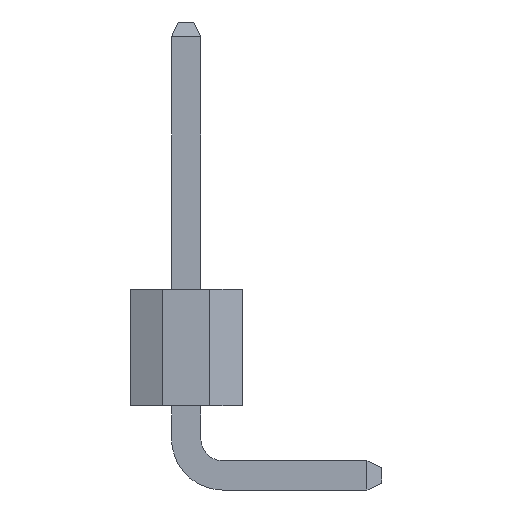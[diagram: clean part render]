
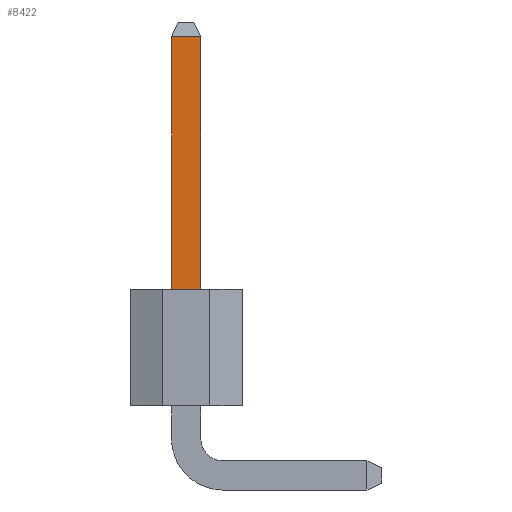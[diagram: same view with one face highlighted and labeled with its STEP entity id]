
A CAD part, left-side view. The second image highlights one B-rep face of the part: STEP entity #8422.
In plain terms, the highlighted planar face has unit normal (-1, 0, 0).
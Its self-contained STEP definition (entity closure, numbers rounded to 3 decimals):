
#19 = DIRECTION ( 'NONE',  ( 0., 1., 0. ) ) ;
#20 = VECTOR ( 'NONE', #19, 1000. ) ;
#21 = CARTESIAN_POINT ( 'NONE',  ( -23.18, 0.42, 9.578 ) ) ;
#22 = LINE ( 'NONE', #21, #20 ) ;
#250 = PLANE ( 'NONE',  #436 ) ;
#330 = FACE_OUTER_BOUND ( 'NONE', #8423, .T. ) ;
#433 = DIRECTION ( 'NONE',  ( 0., 0., -1. ) ) ;
#434 = DIRECTION ( 'NONE',  ( 1., 0., 0. ) ) ;
#435 = CARTESIAN_POINT ( 'NONE',  ( -23.18, 0.42, 0.32 ) ) ;
#436 = AXIS2_PLACEMENT_3D ( 'NONE', #435, #434, #433 ) ;
#533 = DIRECTION ( 'NONE',  ( 0., 0., 1. ) ) ;
#534 = VECTOR ( 'NONE', #533, 1000. ) ;
#535 = CARTESIAN_POINT ( 'NONE',  ( -23.18, 0.9, 0.8 ) ) ;
#536 = LINE ( 'NONE', #535, #534 ) ;
#538 = CARTESIAN_POINT ( 'NONE',  ( -23.18, 0.9, 9.578 ) ) ;
#600 = CARTESIAN_POINT ( 'NONE',  ( -23.18, 1.54, 9.578 ) ) ;
#601 = DIRECTION ( 'NONE',  ( 0., 0., 1. ) ) ;
#602 = VECTOR ( 'NONE', #601, 1000. ) ;
#603 = CARTESIAN_POINT ( 'NONE',  ( -23.18, 1.54, 0.8 ) ) ;
#604 = LINE ( 'NONE', #603, #602 ) ;
#6494 = CARTESIAN_POINT ( 'NONE',  ( -23.18, 1.54, 4.06 ) ) ;
#6495 = DIRECTION ( 'NONE',  ( 0., 1., 0. ) ) ;
#6496 = VECTOR ( 'NONE', #6495, 1000. ) ;
#6497 = CARTESIAN_POINT ( 'NONE',  ( -23.18, 0.42, 4.06 ) ) ;
#6498 = LINE ( 'NONE', #6497, #6496 ) ;
#6499 = CARTESIAN_POINT ( 'NONE',  ( -23.18, 0.9, 4.06 ) ) ;
#7805 = VERTEX_POINT ( 'NONE', #6499 ) ;
#7807 = EDGE_CURVE ( 'NONE', #7805, #7808, #6498, .T. ) ;
#7808 = VERTEX_POINT ( 'NONE', #6494 ) ;
#8407 = EDGE_CURVE ( 'NONE', #8511, #8494, #22, .T. ) ;
#8422 = ADVANCED_FACE ( 'NONE', ( #330 ), #250, .F. ) ;
#8423 = EDGE_LOOP ( 'NONE', ( #8424, #8425, #8441, #8439 ) ) ;
#8424 = ORIENTED_EDGE ( 'NONE', *, *, #8513, .T. ) ;
#8425 = ORIENTED_EDGE ( 'NONE', *, *, #8407, .T. ) ;
#8439 = ORIENTED_EDGE ( 'NONE', *, *, #7807, .F. ) ;
#8441 = ORIENTED_EDGE ( 'NONE', *, *, #8493, .F. ) ;
#8493 = EDGE_CURVE ( 'NONE', #7808, #8494, #604, .T. ) ;
#8494 = VERTEX_POINT ( 'NONE', #600 ) ;
#8511 = VERTEX_POINT ( 'NONE', #538 ) ;
#8513 = EDGE_CURVE ( 'NONE', #7805, #8511, #536, .T. ) ;
